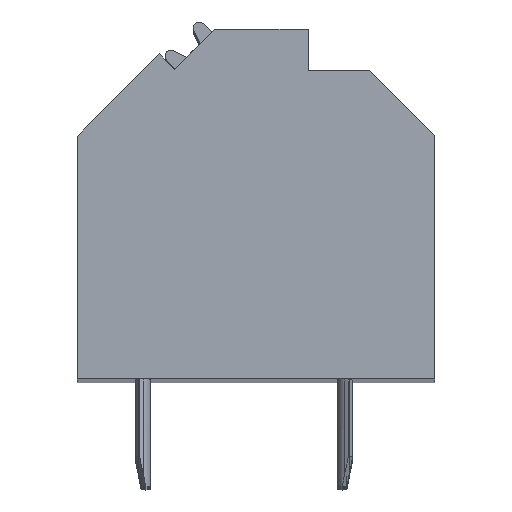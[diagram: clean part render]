
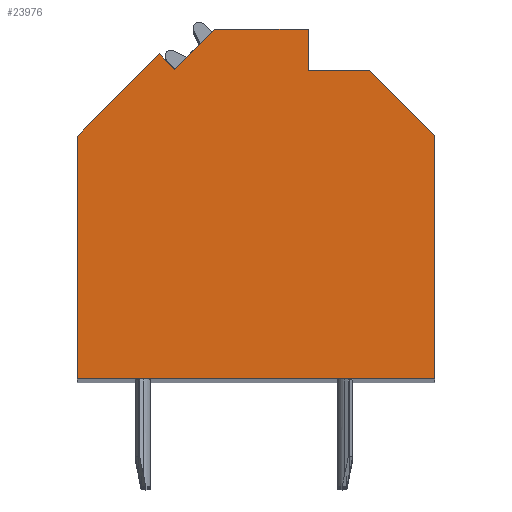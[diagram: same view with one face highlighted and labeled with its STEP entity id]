
A CAD part, top view. The second image highlights one B-rep face of the part: STEP entity #23976.
In plain terms, the highlighted planar face has unit normal (0, 0, 1).
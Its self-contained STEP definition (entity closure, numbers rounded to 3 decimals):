
#7465=DIRECTION('',(-0.707,-0.707,0.));
#7466=VECTOR('',#7465,1.897);
#7467=CARTESIAN_POINT('',(-1.39,5.718,71.985));
#7468=LINE('',#7467,#7466);
#7469=DIRECTION('',(-1.,0.,0.));
#7470=VECTOR('',#7469,3.14);
#7471=CARTESIAN_POINT('',(1.75,5.718,71.985));
#7472=LINE('',#7471,#7470);
#7473=DIRECTION('',(0.,1.,0.));
#7474=VECTOR('',#7473,1.368);
#7475=CARTESIAN_POINT('',(1.75,4.35,71.985));
#7476=LINE('',#7475,#7474);
#7477=DIRECTION('',(-1.,0.,0.));
#7478=VECTOR('',#7477,2.05);
#7479=CARTESIAN_POINT('',(3.8,4.35,71.985));
#7480=LINE('',#7479,#7478);
#7481=DIRECTION('',(-0.707,0.707,0.));
#7482=VECTOR('',#7481,3.111);
#7483=CARTESIAN_POINT('',(6.,2.15,71.985));
#7484=LINE('',#7483,#7482);
#7485=DIRECTION('',(0.,1.,0.));
#7486=VECTOR('',#7485,8.15);
#7487=CARTESIAN_POINT('',(6.,-6.,71.985));
#7488=LINE('',#7487,#7486);
#7489=DIRECTION('',(1.,0.,0.));
#7490=VECTOR('',#7489,12.);
#7491=CARTESIAN_POINT('',(-6.,-6.,71.985));
#7492=LINE('',#7491,#7490);
#7493=DIRECTION('',(0.,-1.,0.));
#7494=VECTOR('',#7493,8.14);
#7495=CARTESIAN_POINT('',(-6.,2.14,71.985));
#7496=LINE('',#7495,#7494);
#7497=DIRECTION('',(-0.707,-0.707,0.));
#7498=VECTOR('',#7497,3.892);
#7499=CARTESIAN_POINT('',(-3.248,4.892,71.985));
#7500=LINE('',#7499,#7498);
#7501=DIRECTION('',(-0.707,0.707,0.));
#7502=VECTOR('',#7501,0.73);
#7503=CARTESIAN_POINT('',(-2.732,4.376,71.985));
#7504=LINE('',#7503,#7502);
#11145=CARTESIAN_POINT('',(-1.39,5.718,71.985));
#11146=CARTESIAN_POINT('',(-2.732,4.376,71.985));
#11147=VERTEX_POINT('',#11145);
#11148=VERTEX_POINT('',#11146);
#11149=CARTESIAN_POINT('',(-3.248,4.892,71.985));
#11150=VERTEX_POINT('',#11149);
#11151=CARTESIAN_POINT('',(-6.,2.14,71.985));
#11152=VERTEX_POINT('',#11151);
#11153=CARTESIAN_POINT('',(-6.,-6.,71.985));
#11154=VERTEX_POINT('',#11153);
#11155=CARTESIAN_POINT('',(6.,-6.,71.985));
#11156=VERTEX_POINT('',#11155);
#11157=CARTESIAN_POINT('',(6.,2.15,71.985));
#11158=VERTEX_POINT('',#11157);
#11159=CARTESIAN_POINT('',(3.8,4.35,71.985));
#11160=VERTEX_POINT('',#11159);
#11161=CARTESIAN_POINT('',(1.75,4.35,71.985));
#11162=VERTEX_POINT('',#11161);
#11163=CARTESIAN_POINT('',(1.75,5.718,71.985));
#11164=VERTEX_POINT('',#11163);
#23959=CARTESIAN_POINT('',(0.,0.,71.985));
#23960=DIRECTION('',(0.,0.,1.));
#23961=DIRECTION('',(1.,0.,0.));
#23962=AXIS2_PLACEMENT_3D('',#23959,#23960,#23961);
#23963=PLANE('',#23962);
#23964=ORIENTED_EDGE('',*,*,#14999,.F.);
#23965=ORIENTED_EDGE('',*,*,#18794,.F.);
#23966=ORIENTED_EDGE('',*,*,#18808,.F.);
#23967=ORIENTED_EDGE('',*,*,#18822,.F.);
#23968=ORIENTED_EDGE('',*,*,#18836,.F.);
#23969=ORIENTED_EDGE('',*,*,#18850,.F.);
#23970=ORIENTED_EDGE('',*,*,#18864,.F.);
#23971=ORIENTED_EDGE('',*,*,#19565,.F.);
#23972=ORIENTED_EDGE('',*,*,#20133,.F.);
#23973=ORIENTED_EDGE('',*,*,#14560,.F.);
#23974=EDGE_LOOP('',(#23964,#23965,#23966,#23967,#23968,#23969,#23970,#23971,
#23972,#23973));
#23975=FACE_OUTER_BOUND('',#23974,.F.);
#14560=EDGE_CURVE('',#11148,#11150,#7504,.T.);
#14999=EDGE_CURVE('',#11147,#11148,#7468,.T.);
#18794=EDGE_CURVE('',#11164,#11147,#7472,.T.);
#18808=EDGE_CURVE('',#11162,#11164,#7476,.T.);
#18822=EDGE_CURVE('',#11160,#11162,#7480,.T.);
#18836=EDGE_CURVE('',#11158,#11160,#7484,.T.);
#18850=EDGE_CURVE('',#11156,#11158,#7488,.T.);
#18864=EDGE_CURVE('',#11154,#11156,#7492,.T.);
#19565=EDGE_CURVE('',#11152,#11154,#7496,.T.);
#20133=EDGE_CURVE('',#11150,#11152,#7500,.T.);
#23976=ADVANCED_FACE('',(#23975),#23963,.T.);
